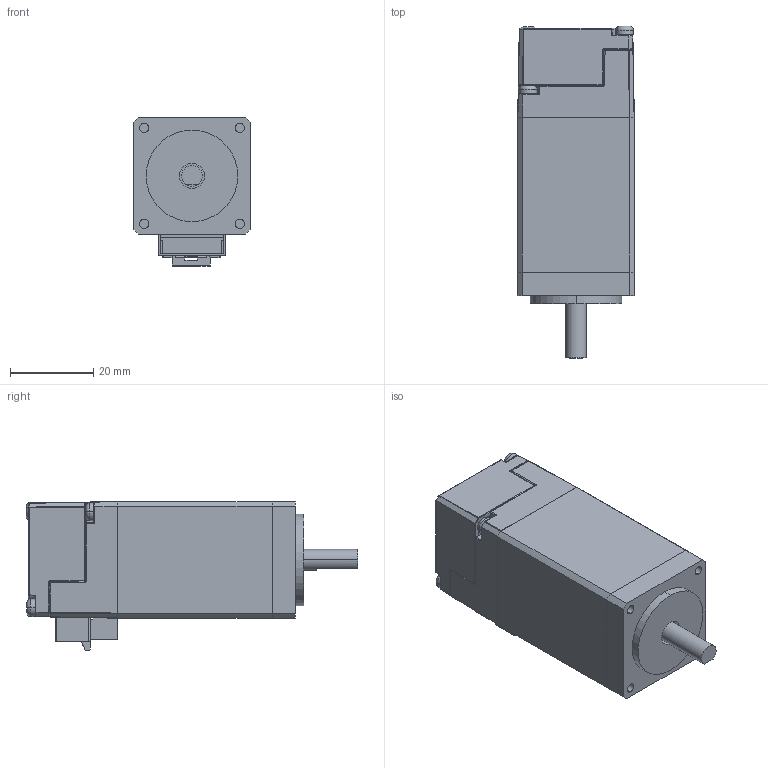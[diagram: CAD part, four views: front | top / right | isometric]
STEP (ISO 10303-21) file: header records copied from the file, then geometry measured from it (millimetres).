
FILE_DESCRIPTION (( 'STEP AP214' ), '1' );
FILE_NAME ('AM11RS3DMA軞蚾芞.STEP', '2016-03-11T02:13:35', ( '' ), ( '' ), 'SwSTEP 2.0', 'SolidWorks 2014', '' );
FILE_SCHEMA (( 'AUTOMOTIVE_DESIGN' ));
Length unit declared in the file: millimetre
Products named in the file (165): 1007747824; Extruded82; SW3dPS-SOT23-5_SOT23-5_Connector9; B10; 1007747040; C490; R405; D87; C489; 1007733712; C493; R410; M2x65; R408; U113; SS11-PCB-2013-8-26; C491; C486; Extruded79; 1164349520; R402; R392; 晤鎢ん傷裔-羲耀; R395; Extruded83; SW3dPS-SOT23-5_SOT23-5_Body9; U114; Extruded80; R401; J26; 棠詩粣杶-6; R398; C478; 1007722512; 1126047568; 11萇儂ヶ傷裔-6; D90; D88; C492; 5018761240-2013-8-26 ...
Assembly tree (134 placements, depth 5):
  1007747824
  Extruded82
  SW3dPS-SOT23-5_SOT23-5_Connector9
  1007747040
  1007747040
Bounding box: 28 x 79.67 x 35.75 mm (x, y, z)
Volume: 31499.2 mm3; surface area: 24461.8 mm2
Topology: 2 solids, 81 shells, 3088 faces, 7806 edges, 5033 vertices
Faces by surface type: plane 2084, cylinder 535, bspline 387, cone 40, torus 26, sphere 16
Entity records: 85036 total; most frequent: CARTESIAN_POINT 21900, ORIENTED_EDGE 9260, DIRECTION 8264, EDGE_CURVE 4630, LINE 3210, VECTOR 3210, VERTEX_POINT 2955, AXIS2_PLACEMENT_3D 2527
